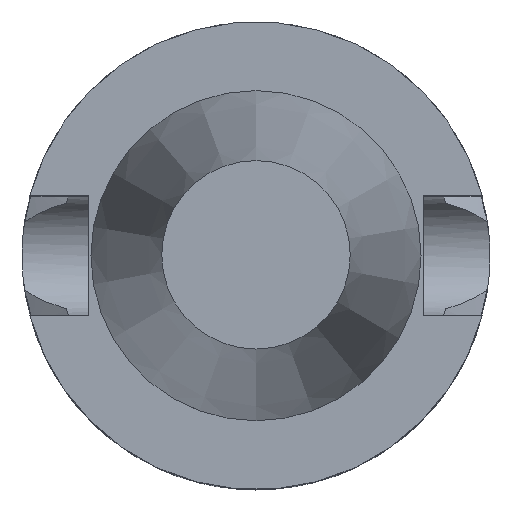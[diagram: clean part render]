
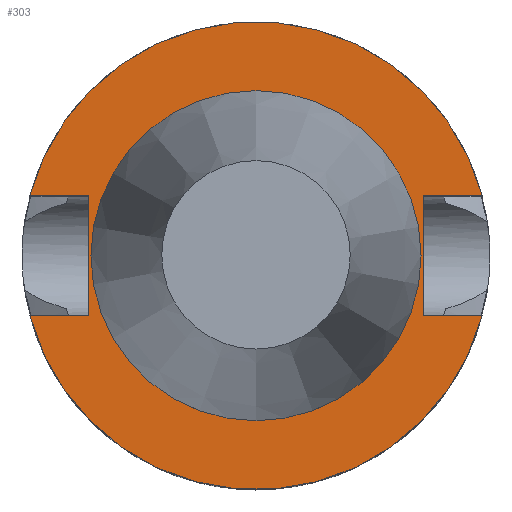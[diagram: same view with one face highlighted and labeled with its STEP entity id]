
A CAD part, top view. The second image highlights one B-rep face of the part: STEP entity #303.
In plain terms, the highlighted planar face has unit normal (0, 0, 1).
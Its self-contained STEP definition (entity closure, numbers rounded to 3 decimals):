
#121=EDGE_CURVE('240[2]',#356,#357,#358,.T.);
#123=EDGE_CURVE('240[2]',#360,#361,#362,.T.);
#190=EDGE_CURVE('240[2]',#463,#464,#465,.T.);
#196=EDGE_CURVE('240[2]',#464,#472,#473,.T.);
#198=EDGE_CURVE('240[2]',#475,#475,#476,.T.);
#247=EDGE_CURVE('240[2]',#357,#360,#541,.T.);
#249=EDGE_CURVE('240[2]',#452,#356,#543,.T.);
#303=ADVANCED_FACE('240[2]',(#613,#614),#615,.T.);
#310=EDGE_CURVE('240[2]',#472,#452,#624,.T.);
#316=EDGE_CURVE('240[2]',#361,#463,#631,.T.);
#356=VERTEX_POINT('',#667);
#357=VERTEX_POINT('',#668);
#358=CIRCLE('',#669,31.5);
#360=VERTEX_POINT('',#672);
#361=VERTEX_POINT('',#673);
#362=LINE('',#674,#675);
#452=VERTEX_POINT('',#938);
#463=VERTEX_POINT('',#953);
#464=VERTEX_POINT('',#954);
#465=CIRCLE('',#955,31.5);
#472=VERTEX_POINT('',#966);
#473=LINE('',#967,#968);
#475=VERTEX_POINT('',#971);
#476=CIRCLE('',#972,22.225);
#541=LINE('',#1123,#1124);
#543=LINE('',#1127,#1128);
#613=FACE_OUTER_BOUND('',#1268,.T.);
#614=FACE_BOUND('',#1269,.T.);
#615=PLANE('',#1270);
#624=LINE('',#1283,#1284);
#631=LINE('',#1303,#1304);
#667=CARTESIAN_POINT('',(-30.454,-8.05,-1.));
#668=CARTESIAN_POINT('',(30.454,-8.05,-1.));
#669=AXIS2_PLACEMENT_3D('',#1366,#1367,#1368);
#672=CARTESIAN_POINT('',(22.5,-8.05,-1.));
#673=CARTESIAN_POINT('',(22.5,8.05,-1.));
#674=CARTESIAN_POINT('',(22.5,13.431,-1.));
#675=VECTOR('',#1369,1.0);
#938=CARTESIAN_POINT('',(-22.5,-8.05,-1.));
#953=CARTESIAN_POINT('',(30.454,8.05,-1.));
#954=CARTESIAN_POINT('',(-30.454,8.05,-1.));
#955=AXIS2_PLACEMENT_3D('',#1484,#1485,#1486);
#966=CARTESIAN_POINT('',(-22.5,8.05,-1.));
#967=CARTESIAN_POINT('',(-11.25,8.05,-1.));
#968=VECTOR('',#1491,1.0);
#971=CARTESIAN_POINT('',(0.,22.225,-1.));
#972=AXIS2_PLACEMENT_3D('',#1492,#1493,#1494);
#1123=CARTESIAN_POINT('',(11.25,-8.05,-1.));
#1124=VECTOR('',#1558,1.0);
#1127=CARTESIAN_POINT('',(-11.25,-8.05,-1.));
#1128=VECTOR('',#1559,1.0);
#1268=EDGE_LOOP('',(#1654,#1655,#1656,#1657,#1658,#1659,#1660,#1661));
#1269=EDGE_LOOP('',(#1662));
#1270=AXIS2_PLACEMENT_3D('',#1663,#1664,#1665);
#1283=CARTESIAN_POINT('',(-22.5,13.431,-1.));
#1284=VECTOR('',#1673,1.0);
#1303=CARTESIAN_POINT('',(11.25,8.05,-1.));
#1304=VECTOR('',#1677,1.0);
#1366=CARTESIAN_POINT('',(0.,0.,-1.));
#1367=DIRECTION('',(0.,0.,1.0));
#1368=DIRECTION('',(0.,1.0,0.));
#1369=DIRECTION('',(0.,1.0,0.));
#1484=CARTESIAN_POINT('',(0.,0.,-1.));
#1485=DIRECTION('',(0.,0.,1.0));
#1486=DIRECTION('',(0.,1.0,0.));
#1491=DIRECTION('',(1.0,0.,0.));
#1492=CARTESIAN_POINT('',(0.,0.,-1.));
#1493=DIRECTION('',(0.,0.,1.0));
#1494=DIRECTION('',(0.,1.0,0.));
#1558=DIRECTION('',(-1.0,0.,0.));
#1559=DIRECTION('',(-1.0,0.,0.));
#1654=ORIENTED_EDGE('',*,*,#249,.T.);
#1655=ORIENTED_EDGE('',*,*,#121,.T.);
#1656=ORIENTED_EDGE('',*,*,#247,.T.);
#1657=ORIENTED_EDGE('',*,*,#123,.T.);
#1658=ORIENTED_EDGE('',*,*,#316,.T.);
#1659=ORIENTED_EDGE('',*,*,#190,.T.);
#1660=ORIENTED_EDGE('',*,*,#196,.T.);
#1661=ORIENTED_EDGE('',*,*,#310,.T.);
#1662=ORIENTED_EDGE('',*,*,#198,.F.);
#1663=CARTESIAN_POINT('',(0.,26.863,-1.));
#1664=DIRECTION('',(0.,0.,1.0));
#1665=DIRECTION('',(1.0,0.,0.0));
#1673=DIRECTION('',(0.,-1.0,0.));
#1677=DIRECTION('',(1.0,0.,0.));
